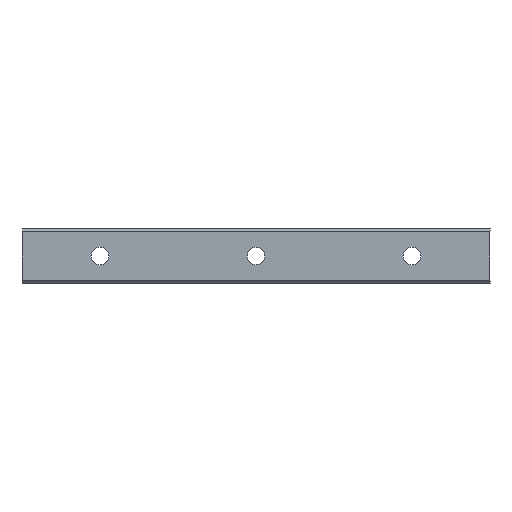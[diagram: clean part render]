
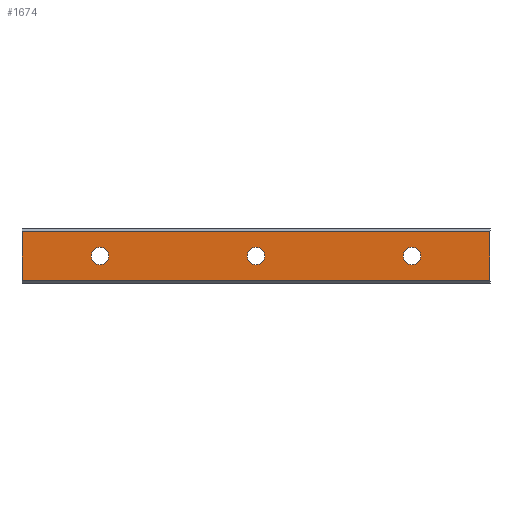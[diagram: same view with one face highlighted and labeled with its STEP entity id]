
A CAD part, front view. The second image highlights one B-rep face of the part: STEP entity #1674.
In plain terms, the highlighted planar face has unit normal (0, -1, 0).
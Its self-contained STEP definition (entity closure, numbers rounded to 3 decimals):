
#10 = CARTESIAN_POINT ( 'NONE',  ( 80., 0., 0. ) ) ;
#11 = DIRECTION ( 'NONE',  ( 0., 0., 1. ) ) ;
#137 = VERTEX_POINT ( 'NONE', #1254 ) ;
#149 = AXIS2_PLACEMENT_3D ( 'NONE', #1704, #1554, #207 ) ;
#156 = ORIENTED_EDGE ( 'NONE', *, *, #768, .F. ) ;
#207 = DIRECTION ( 'NONE',  ( 0., 0., 1. ) ) ;
#219 = EDGE_CURVE ( 'NONE', #1312, #1683, #550, .T. ) ;
#235 = AXIS2_PLACEMENT_3D ( 'NONE', #1205, #1197, #1468 ) ;
#249 = DIRECTION ( 'NONE',  ( -1., 0., 0. ) ) ;
#272 = LINE ( 'NONE', #954, #671 ) ;
#277 = CARTESIAN_POINT ( 'NONE',  ( 200., 0., 12.5 ) ) ;
#278 = EDGE_LOOP ( 'NONE', ( #1721, #1078 ) ) ;
#285 = CARTESIAN_POINT ( 'NONE',  ( 160., 0., 4.5 ) ) ;
#313 = CARTESIAN_POINT ( 'NONE',  ( 80., 0., 0. ) ) ;
#443 = VERTEX_POINT ( 'NONE', #1620 ) ;
#445 = PLANE ( 'NONE',  #1513 ) ;
#453 = CARTESIAN_POINT ( 'NONE',  ( 160., 0., -4.5 ) ) ;
#475 = VERTEX_POINT ( 'NONE', #703 ) ;
#494 = EDGE_CURVE ( 'NONE', #443, #1690, #519, .T. ) ;
#509 = DIRECTION ( 'NONE',  ( 0., 0., 1. ) ) ;
#519 = CIRCLE ( 'NONE', #986, 4.5 ) ;
#550 = CIRCLE ( 'NONE', #149, 4.5 ) ;
#624 = VERTEX_POINT ( 'NONE', #1310 ) ;
#659 = EDGE_LOOP ( 'NONE', ( #1566, #913 ) ) ;
#671 = VECTOR ( 'NONE', #249, 1000. ) ;
#681 = DIRECTION ( 'NONE',  ( 0., 0., 1. ) ) ;
#695 = CIRCLE ( 'NONE', #1764, 4.5 ) ;
#703 = CARTESIAN_POINT ( 'NONE',  ( 0., 0., 4.5 ) ) ;
#707 = CARTESIAN_POINT ( 'NONE',  ( 0., 0., -4.5 ) ) ;
#713 = DIRECTION ( 'NONE',  ( 0., 0., 1. ) ) ;
#733 = EDGE_CURVE ( 'NONE', #475, #1342, #1763, .T. ) ;
#768 = EDGE_CURVE ( 'NONE', #1683, #1312, #1373, .T. ) ;
#779 = EDGE_CURVE ( 'NONE', #1136, #137, #1617, .T. ) ;
#854 = EDGE_CURVE ( 'NONE', #624, #1136, #923, .T. ) ;
#913 = ORIENTED_EDGE ( 'NONE', *, *, #1698, .F. ) ;
#918 = ORIENTED_EDGE ( 'NONE', *, *, #219, .F. ) ;
#923 = LINE ( 'NONE', #1509, #1208 ) ;
#954 = CARTESIAN_POINT ( 'NONE',  ( 200., 0., -12.5 ) ) ;
#960 = AXIS2_PLACEMENT_3D ( 'NONE', #1741, #1214, #509 ) ;
#986 = AXIS2_PLACEMENT_3D ( 'NONE', #10, #1251, #1387 ) ;
#994 = DIRECTION ( 'NONE',  ( 0., -1., 0. ) ) ;
#1008 = DIRECTION ( 'NONE',  ( 0., 0., 1. ) ) ;
#1041 = CIRCLE ( 'NONE', #1541, 4.5 ) ;
#1078 = ORIENTED_EDGE ( 'NONE', *, *, #1719, .F. ) ;
#1089 = CARTESIAN_POINT ( 'NONE',  ( -40., 0., 12.5 ) ) ;
#1111 = EDGE_CURVE ( 'NONE', #137, #1164, #1220, .T. ) ;
#1132 = FACE_OUTER_BOUND ( 'NONE', #1212, .T. ) ;
#1136 = VERTEX_POINT ( 'NONE', #1089 ) ;
#1164 = VERTEX_POINT ( 'NONE', #1237 ) ;
#1170 = EDGE_CURVE ( 'NONE', #1164, #624, #272, .T. ) ;
#1197 = DIRECTION ( 'NONE',  ( 0., -1., 0. ) ) ;
#1205 = CARTESIAN_POINT ( 'NONE',  ( 0., 0., 0. ) ) ;
#1208 = VECTOR ( 'NONE', #681, 1000. ) ;
#1212 = EDGE_LOOP ( 'NONE', ( #1424, #1240, #1485, #1506 ) ) ;
#1214 = DIRECTION ( 'NONE',  ( 0., -1., 0. ) ) ;
#1220 = LINE ( 'NONE', #277, #1378 ) ;
#1232 = DIRECTION ( 'NONE',  ( 0., 1., 0. ) ) ;
#1237 = CARTESIAN_POINT ( 'NONE',  ( 200., 0., -12.5 ) ) ;
#1240 = ORIENTED_EDGE ( 'NONE', *, *, #1111, .F. ) ;
#1251 = DIRECTION ( 'NONE',  ( 0., -1., 0. ) ) ;
#1254 = CARTESIAN_POINT ( 'NONE',  ( 200., 0., 12.5 ) ) ;
#1262 = CARTESIAN_POINT ( 'NONE',  ( 0., 0., 0. ) ) ;
#1272 = DIRECTION ( 'NONE',  ( 0., -1., 0. ) ) ;
#1310 = CARTESIAN_POINT ( 'NONE',  ( -40., 0., -12.5 ) ) ;
#1312 = VERTEX_POINT ( 'NONE', #285 ) ;
#1341 = DIRECTION ( 'NONE',  ( 1., 0., 0. ) ) ;
#1342 = VERTEX_POINT ( 'NONE', #707 ) ;
#1351 = VECTOR ( 'NONE', #1341, 1000. ) ;
#1373 = CIRCLE ( 'NONE', #960, 4.5 ) ;
#1375 = FACE_BOUND ( 'NONE', #278, .T. ) ;
#1378 = VECTOR ( 'NONE', #1608, 1000. ) ;
#1387 = DIRECTION ( 'NONE',  ( 0., 0., 1. ) ) ;
#1395 = FACE_BOUND ( 'NONE', #659, .T. ) ;
#1424 = ORIENTED_EDGE ( 'NONE', *, *, #1170, .F. ) ;
#1468 = DIRECTION ( 'NONE',  ( 0., 0., 1. ) ) ;
#1485 = ORIENTED_EDGE ( 'NONE', *, *, #779, .F. ) ;
#1506 = ORIENTED_EDGE ( 'NONE', *, *, #854, .F. ) ;
#1509 = CARTESIAN_POINT ( 'NONE',  ( -40., 0., 12.5 ) ) ;
#1513 = AXIS2_PLACEMENT_3D ( 'NONE', #1515, #1232, #713 ) ;
#1515 = CARTESIAN_POINT ( 'NONE',  ( 200., 0., 12.5 ) ) ;
#1531 = CARTESIAN_POINT ( 'NONE',  ( 80., 0., -4.5 ) ) ;
#1535 = EDGE_LOOP ( 'NONE', ( #918, #156 ) ) ;
#1541 = AXIS2_PLACEMENT_3D ( 'NONE', #313, #994, #1008 ) ;
#1554 = DIRECTION ( 'NONE',  ( 0., -1., 0. ) ) ;
#1566 = ORIENTED_EDGE ( 'NONE', *, *, #733, .F. ) ;
#1592 = CARTESIAN_POINT ( 'NONE',  ( 200., 0., 12.5 ) ) ;
#1608 = DIRECTION ( 'NONE',  ( 0., 0., -1. ) ) ;
#1617 = LINE ( 'NONE', #1592, #1351 ) ;
#1620 = CARTESIAN_POINT ( 'NONE',  ( 80., 0., 4.5 ) ) ;
#1673 = FACE_BOUND ( 'NONE', #1535, .T. ) ;
#1674 = ADVANCED_FACE ( 'NONE', ( #1132, #1395, #1673, #1375 ), #445, .F. ) ;
#1683 = VERTEX_POINT ( 'NONE', #453 ) ;
#1690 = VERTEX_POINT ( 'NONE', #1531 ) ;
#1698 = EDGE_CURVE ( 'NONE', #1342, #475, #695, .T. ) ;
#1704 = CARTESIAN_POINT ( 'NONE',  ( 160., 0., 0. ) ) ;
#1719 = EDGE_CURVE ( 'NONE', #1690, #443, #1041, .T. ) ;
#1721 = ORIENTED_EDGE ( 'NONE', *, *, #494, .F. ) ;
#1741 = CARTESIAN_POINT ( 'NONE',  ( 160., 0., 0. ) ) ;
#1763 = CIRCLE ( 'NONE', #235, 4.5 ) ;
#1764 = AXIS2_PLACEMENT_3D ( 'NONE', #1262, #1272, #11 ) ;
